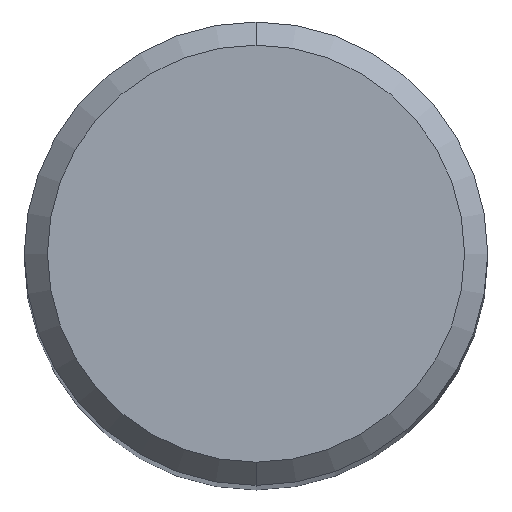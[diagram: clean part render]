
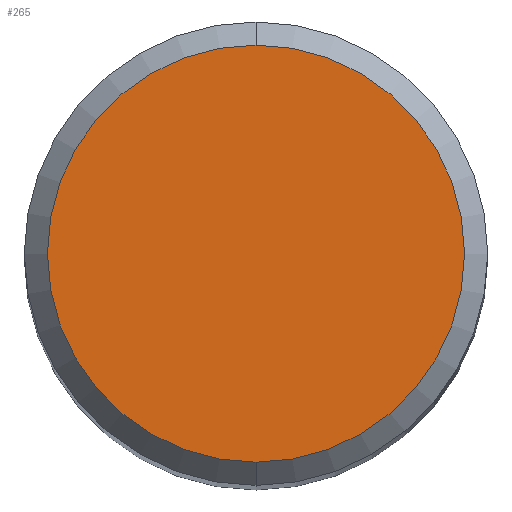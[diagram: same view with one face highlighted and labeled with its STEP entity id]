
A CAD part, top view. The second image highlights one B-rep face of the part: STEP entity #265.
In plain terms, the highlighted planar face has unit normal (0, 0, 1).
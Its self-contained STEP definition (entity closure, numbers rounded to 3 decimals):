
#265=ADVANCED_FACE('',(#582),#583,.T.);
#271=VERTEX_POINT('',#589);
#283=VERTEX_POINT('',#602);
#331=EDGE_CURVE('',#283,#271,#654,.T.);
#343=EDGE_CURVE('',#271,#283,#668,.T.);
#582=FACE_OUTER_BOUND('',#1042,.T.);
#583=PLANE('',#1043);
#589=CARTESIAN_POINT('',(0.,-3.6,0.0));
#602=CARTESIAN_POINT('',(0.0,3.6,0.0));
#654=CIRCLE('',#1196,3.6);
#668=CIRCLE('',#1214,3.6);
#1042=EDGE_LOOP('',(#1571,#1572));
#1043=AXIS2_PLACEMENT_3D('',#1573,#1574,#1575);
#1196=AXIS2_PLACEMENT_3D('',#1634,#1635,#1636);
#1214=AXIS2_PLACEMENT_3D('',#1665,#1666,#1667);
#1571=ORIENTED_EDGE('',*,*,#331,.F.);
#1572=ORIENTED_EDGE('',*,*,#343,.F.);
#1573=CARTESIAN_POINT('',(0.0,1.8,0.0));
#1574=DIRECTION('',(-0.0,0.0,1.0));
#1575=DIRECTION('',(0.0,-1.0,0.0));
#1634=CARTESIAN_POINT('',(0.0,0.0,0.0));
#1635=DIRECTION('',(0.0,0.0,-1.0));
#1636=DIRECTION('',(0.0,1.0,0.0));
#1665=CARTESIAN_POINT('',(0.0,0.0,0.0));
#1666=DIRECTION('',(0.0,0.0,-1.0));
#1667=DIRECTION('',(0.0,1.0,0.0));
